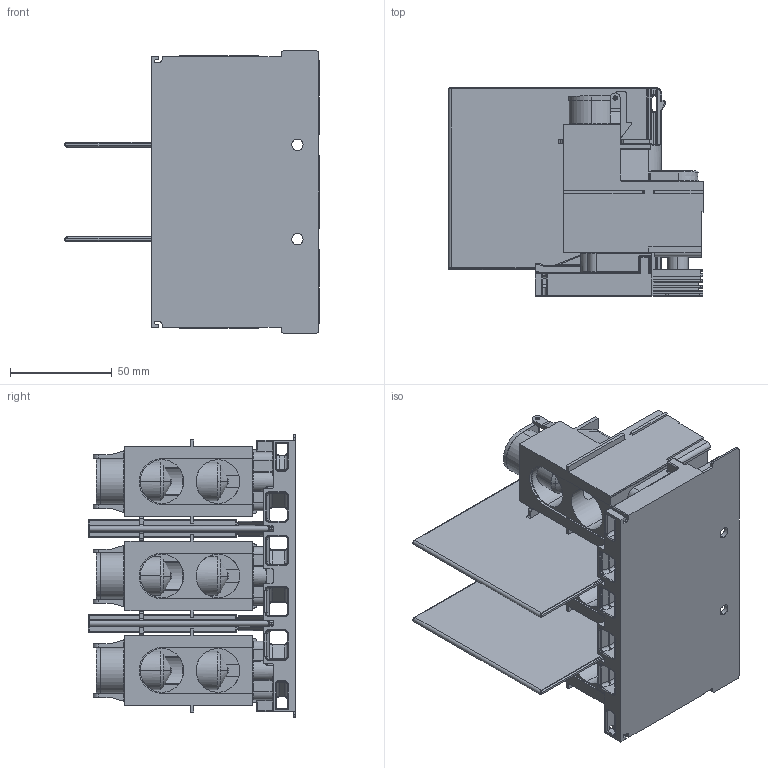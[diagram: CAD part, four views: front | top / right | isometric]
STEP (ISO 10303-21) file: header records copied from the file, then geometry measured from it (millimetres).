
FILE_DESCRIPTION((''),'2;1');
FILE_NAME('1SDH002065A1132_IGES','2020-07-21T16:15:08',('ITMADEL7'),(''),'CREO PARAMETRIC BY PTC INC, 2019030','CREO PARAMETRIC BY PTC INC, 2019030','');
FILE_SCHEMA(('AUTOMOTIVE_DESIGN { 1 0 10303 214 1 1 1 1 }'));
Products named in the file (1): 1SDH002065A1132_IGES
Bounding box: 125.2 x 102.35 x 139 mm (x, y, z)
Volume: 405110.9 mm3; surface area: 258936.6 mm2
Topology: 6 solids, 12 shells, 2673 faces, 6681 edges, 4044 vertices
Faces by surface type: cylinder 1025, plane 969, torus 258, sphere 179, bspline 132, cone 110
Entity records: 105500 total; most frequent: CARTESIAN_POINT 33448, DIRECTION 13704, ORIENTED_EDGE 13254, EDGE_CURVE 6651, AXIS2_PLACEMENT_3D 5046, VERTEX_POINT 4044, VECTOR 3612, LINE 3612
